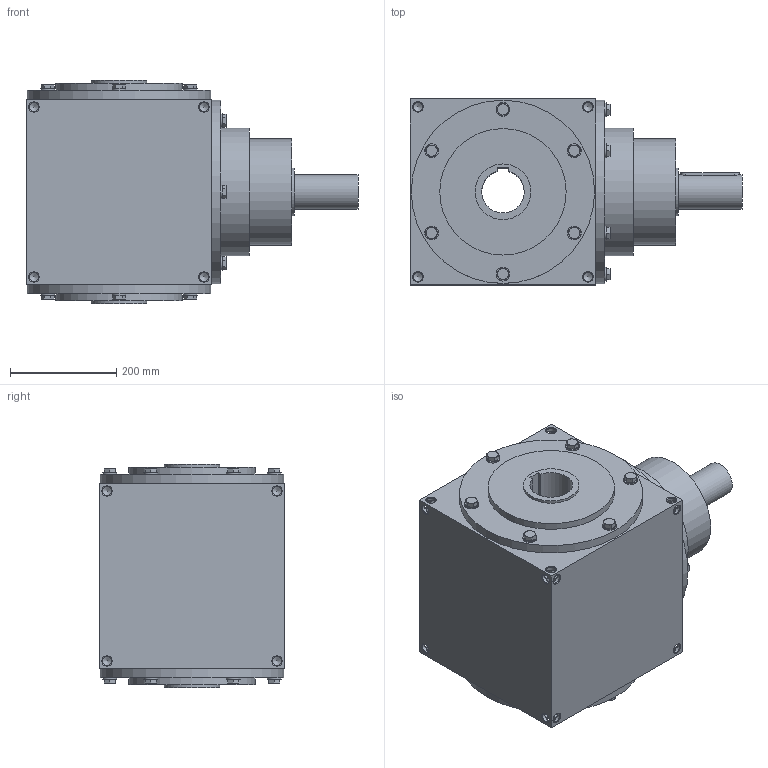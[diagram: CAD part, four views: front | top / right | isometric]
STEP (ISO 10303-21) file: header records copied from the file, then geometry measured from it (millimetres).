
FILE_DESCRIPTION( ( 'STEP AP214' ), ' ' );
FILE_NAME( 'RC350_C2_R.1_1.5.stp', '2017-10-01T13:38:42', ( '' ), ( '' ), ' ', 'PARTsolutions', ' ' );
FILE_SCHEMA( ( 'AUTOMOTIVE_DESIGN { 1 0 10303 214 1 1 1 1 }' ) );
Length unit declared in the file: millimetre
Products named in the file (4): RC350_C2_R.1/1.5; _RC3502-case; _RC350-shaft; _RC_RR350-screw
Assembly tree (20 placements, depth 2):
  RC350_C2_R.1/1.5
    _RC3502-case
    _RC350-shaft
    _RC_RR350-screw  x18
Bounding box: 625 x 350 x 420 mm (x, y, z)
Volume: 51593862.3 mm3; surface area: 1239098.9 mm2
Topology: 20 solids, 20 shells, 431 faces, 1028 edges, 635 vertices
Faces by surface type: plane 189, cone 158, cylinder 84
Full cylindrical faces by diameter (mm): 10.106 x1, 17.294 x48, 26 x18, 65 x1, 90 x2, 105 x2, 200 x1, 238 x2, 240 x1, 345 x3
Entity records: 5820 total; most frequent: CARTESIAN_POINT 857, DIRECTION 832, ORIENTED_EDGE 550, AXIS2_PLACEMENT_3D 391, EDGE_LOOP 286, EDGE_CURVE 275, VERTEX_POINT 240, FACE_OUTER_BOUND 221
